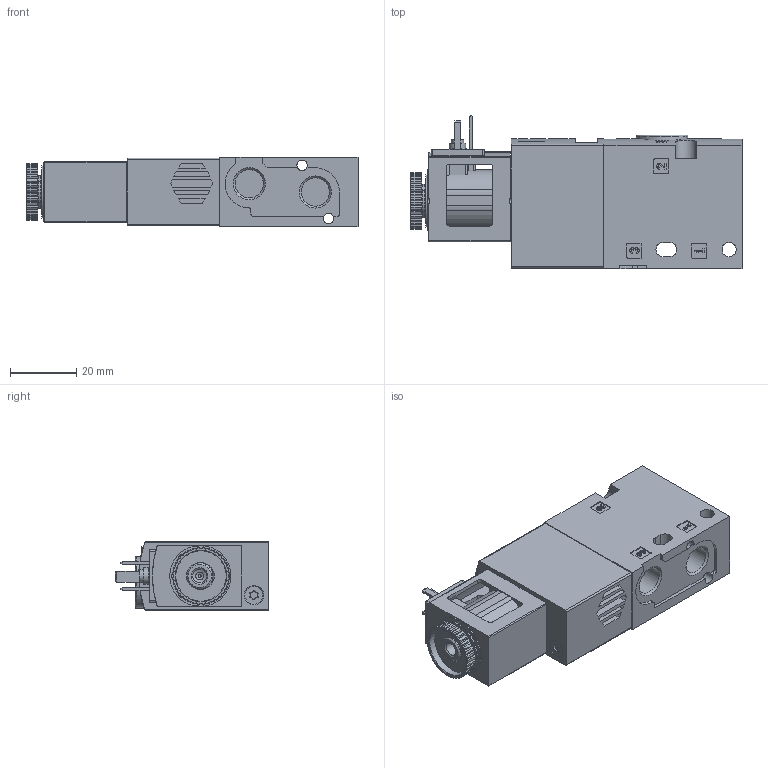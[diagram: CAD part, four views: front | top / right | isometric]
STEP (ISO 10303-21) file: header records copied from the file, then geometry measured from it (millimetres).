
FILE_DESCRIPTION(/* description */ ('STEP AP214'),/* implementation_level */ '2;1');
FILE_NAME(/* name */ '577511_VUVS-LT20-M32C-MD-G18-F7-1C1',/* time_stamp */ '2024-09-16T09:33:14+02:00',/* author */ ('License CC BY-ND 4.0'),/* organization */ ('CADENAS'),/* preprocessor_version */ 'ST-DEVELOPER v19.3',/* originating_system */ 'PARTsolutions',/* authorisation */ ' ');
FILE_SCHEMA (('AUTOMOTIVE_DESIGN {1 0 10303 214 3 1 1}'));
Length unit declared in the file: millimetre
Products named in the file (6): 577511 VUVS-LT20-M32C-MD-G18-F7-1C1; 1238685 VUVS-LT20-M32.-MD-G18 HOUSING---(H---0_-); 1670876 VUVS-L20-G-COVER53---(H---0_-); 1537853 F-M3x35-10.9; 8025330 VACS-C-C1-1---(C); 2197345 VACS-C-C1---(C)
Assembly tree (6 placements, depth 2):
  577511 VUVS-LT20-M32C-MD-G18-F7-1C1
    1238685 VUVS-LT20-M32.-MD-G18 HOUSING---(H---0_-)
    1670876 VUVS-L20-G-COVER53---(H---0_-)
    1537853 F-M3x35-10.9  x2
    8025330 VACS-C-C1-1---(C)
    2197345 VACS-C-C1---(C)
Bounding box: 100.45 x 46.45 x 21.1 mm (x, y, z)
Volume: 62851.2 mm3; surface area: 23109.4 mm2
Topology: 6 solids, 6 shells, 745 faces, 1972 edges, 1297 vertices
Faces by surface type: plane 430, cylinder 236, cone 65, torus 14
Full cylindrical faces by diameter (mm): 0.9 x1, 2 x2, 2.013 x1, 2.4 x1, 2.459 x2, 2.6 x2, 2.8 x1, 3 x2, 3.2 x2, 3.3 x2, 3.8 x1, 4.134 x1, 4.3 x1, 5 x1, 5.5 x2, 7.1 x1, 7.188 x1, 8 x4, 8.15 x1, 8.2 x1, 8.566 x3, 10 x2, 12 x2, 15.25 x1, 15.6 x1, 16 x1
Entity records: 24555 total; most frequent: CARTESIAN_POINT 4212, DIRECTION 3704, ORIENTED_EDGE 3684, EDGE_CURVE 1842, VERTEX_POINT 1258, AXIS2_PLACEMENT_3D 1247, LINE 1210, VECTOR 1210
